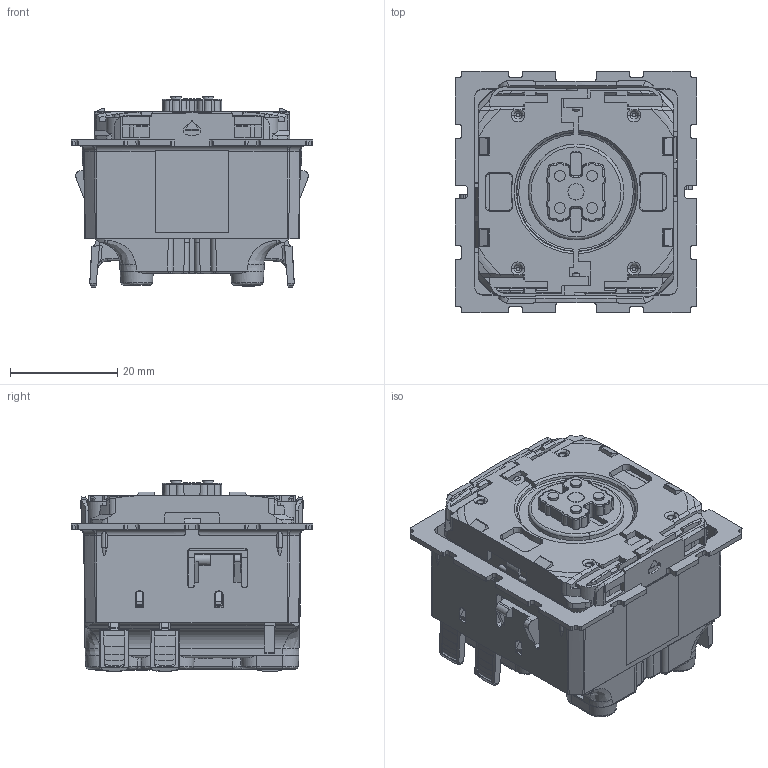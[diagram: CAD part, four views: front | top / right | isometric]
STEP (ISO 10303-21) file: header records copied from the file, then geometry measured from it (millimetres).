
FILE_DESCRIPTION(('CATIA V5 STEP Exchange','CAx-IF Rec.Pracs.--- Model Styling and Organization---1.5--- 2016-08-15','CAx-IF Rec.Pracs.---Supplemental Geometry---1.0---2011-11-01','CAx-IF Rec.Pracs.--- Composite Materials ---1.1---2010-07-15'),'2;1');
FILE_NAME('CM0043s.stp','2024-04-11T11:38:18+00:00',('none'),('none'),'CATIA Version 5-6 Release 2020 SP5','CATIA V5 STEP AP214 v2','none');
FILE_SCHEMA(('AUTOMOTIVE_DESIGN { 1 0 10303 214 1 1 1 1 }'));
Products named in the file (1): CM0043s
Bounding box: 45.05 x 45.05 x 35.56 mm (x, y, z)
Volume: 40529 mm3; surface area: 16230.3 mm2
Topology: 1 solids, 25 shells, 2115 faces, 5868 edges, 3840 vertices
Faces by surface type: plane 1252, cylinder 437, bspline 189, cone 146, torus 48, extrusion 43
Entity records: 76896 total; most frequent: CARTESIAN_POINT 28769, ORIENTED_EDGE 11724, DIRECTION 6008, EDGE_CURVE 5862, VERTEX_POINT 3840, VECTOR 2821, LINE 2778, B_SPLINE_CURVE_WITH_KNOTS 2686
